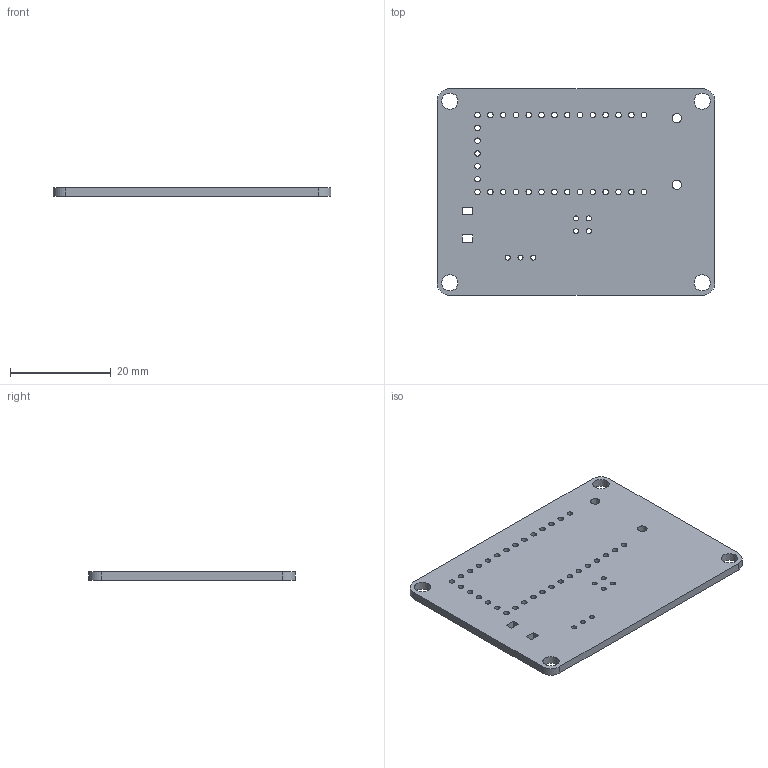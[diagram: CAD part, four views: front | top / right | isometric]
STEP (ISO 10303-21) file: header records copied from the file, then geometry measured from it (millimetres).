
FILE_DESCRIPTION(('KiCad electronic assembly'),'2;1');
FILE_NAME('CBR015-0003_CAN_DATALOGGER_PCB.step','2018-07-29T17:40:33',( 'An Author'),('A Company'),'Open CASCADE STEP processor 6.8', 'KiCad to STEP converter','Unknown');
FILE_SCHEMA(('AUTOMOTIVE_DESIGN_CC2 { 1 2 10303 214 -1 1 5 4 }'));
Length unit declared in the file: millimetre
Products named in the file (6): Open CASCADE STEP translator 6.8 1; C_0805; R_0805; DCDC-Conv_TRACO_TSR-1; SOIC-8_3.9x4.9mm_Pitch1.27mm; COMPOUND
Assembly tree (7 placements, depth 2):
  Open CASCADE STEP translator 6.8 1
    C_0805  x2
    R_0805  x2
    DCDC-Conv_TRACO_TSR-1
    SOIC-8_3.9x4.9mm_Pitch1.27mm
    COMPOUND
Bounding box: 55 x 41 x 1.6 mm (x, y, z)
Volume: 3470.8 mm3; surface area: 4961.8 mm2
Topology: 1 solids, 1 shells, 64 faces, 186 edges, 124 vertices
Faces by surface type: cylinder 50, plane 14
Full cylindrical faces by diameter (mm): 1 x7, 1.1 x33, 1.85 x2, 3.2 x4
Entity records: 5215 total; most frequent: CARTESIAN_POINT 1354, DIRECTION 702, ORIENTED_EDGE 372, PCURVE 372, DEFINITIONAL_REPRESENTATION 372, LINE 358, VECTOR 358, EDGE_CURVE 186
